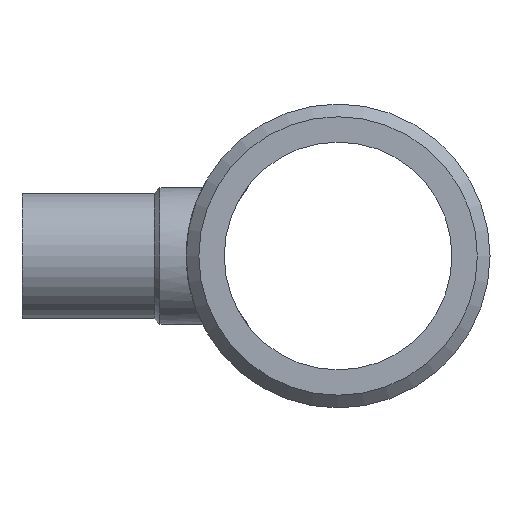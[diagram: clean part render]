
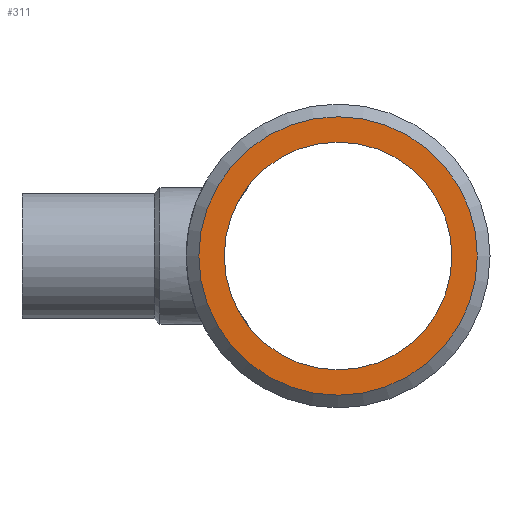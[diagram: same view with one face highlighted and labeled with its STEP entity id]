
A CAD part, left-side view. The second image highlights one B-rep face of the part: STEP entity #311.
In plain terms, the highlighted planar face has unit normal (-1, 0, 0).
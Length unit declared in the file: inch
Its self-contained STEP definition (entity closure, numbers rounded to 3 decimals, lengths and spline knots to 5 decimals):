
#63 = DIRECTION ( 'NONE',  ( 0., 0., -1. ) ) ;
#83 = EDGE_LOOP ( 'NONE', ( #492 ) ) ;
#124 = CARTESIAN_POINT ( 'NONE',  ( -21.65354, 0., -3.22047 ) ) ;
#173 = AXIS2_PLACEMENT_3D ( 'NONE', #215, #314, #558 ) ;
#179 = CARTESIAN_POINT ( 'NONE',  ( -21.65354, 0., -3.93701 ) ) ;
#182 = CARTESIAN_POINT ( 'NONE',  ( -21.65354, 0., 0. ) ) ;
#192 = DIRECTION ( 'NONE',  ( -1., 0., 0. ) ) ;
#215 = CARTESIAN_POINT ( 'NONE',  ( -21.65354, 1.9685, 0. ) ) ;
#222 = FACE_OUTER_BOUND ( 'NONE', #610, .T. ) ;
#241 = CARTESIAN_POINT ( 'NONE',  ( -21.65354, 0., 0. ) ) ;
#265 = PLANE ( 'NONE',  #173 ) ;
#307 = CIRCLE ( 'NONE', #443, 3.22047 ) ;
#311 = ADVANCED_FACE ( 'NONE', ( #222, #536 ), #265, .T. ) ;
#314 = DIRECTION ( 'NONE',  ( -1., 0., 0. ) ) ;
#387 = VERTEX_POINT ( 'NONE', #124 ) ;
#443 = AXIS2_PLACEMENT_3D ( 'NONE', #182, #545, #63 ) ;
#492 = ORIENTED_EDGE ( 'NONE', *, *, #600, .T. ) ;
#506 = AXIS2_PLACEMENT_3D ( 'NONE', #241, #192, #586 ) ;
#533 = VERTEX_POINT ( 'NONE', #179 ) ;
#534 = ORIENTED_EDGE ( 'NONE', *, *, #584, .T. ) ;
#536 = FACE_BOUND ( 'NONE', #83, .T. ) ;
#545 = DIRECTION ( 'NONE',  ( 1., 0., 0. ) ) ;
#558 = DIRECTION ( 'NONE',  ( 0., 0., 1. ) ) ;
#579 = CIRCLE ( 'NONE', #506, 3.93701 ) ;
#584 = EDGE_CURVE ( 'NONE', #533, #533, #579, .T. ) ;
#586 = DIRECTION ( 'NONE',  ( 0., 0., -1. ) ) ;
#600 = EDGE_CURVE ( 'NONE', #387, #387, #307, .T. ) ;
#610 = EDGE_LOOP ( 'NONE', ( #534 ) ) ;
